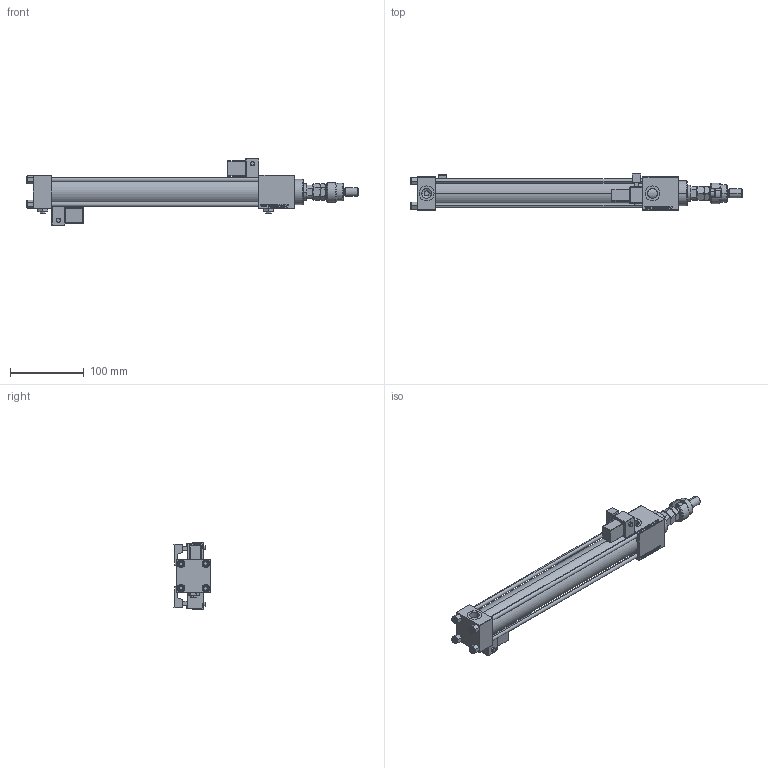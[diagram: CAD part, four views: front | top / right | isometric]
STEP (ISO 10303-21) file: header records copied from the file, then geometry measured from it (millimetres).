
FILE_DESCRIPTION (( 'STEP AP203' ), '1' );
FILE_NAME ('4d16.STEP', '2022-04-14T18:48:18', ( '' ), ( '' ), 'SwSTEP 2.0', 'SolidWorks 2019', '' );
FILE_SCHEMA (( 'CONFIG_CONTROL_DESIGN' ));
Length unit declared in the file: millimetre
Products named in the file (11): V215CR_C_TYCINKA f586033727683ca493359f870b72f97d; FEMALE_PART_FOR_DFA f586033727683ca493359f870b72f97d; V215CR_VCP_C f586033727683ca493359f870b72f97d; NUT_M5_C f586033727683ca493359f870b72f97d; 4d16; V215_VC_A f586033727683ca493359f870b72f97d; V215CR_MSU f586033727683ca493359f870b72f97d; MFA f586033727683ca493359f870b72f97d; DFA f586033727683ca493359f870b72f97d; V215CR_C_Body f586033727683ca493359f870b72f97d; Zatka_pro_OIL_PORT f586033727683ca493359f870b72f97d
Assembly tree (18 placements, depth 3):
  4d16
    V215CR_C_Body f586033727683ca493359f870b72f97d
    V215CR_VCP_C f586033727683ca493359f870b72f97d
    NUT_M5_C f586033727683ca493359f870b72f97d  x4
    V215CR_C_TYCINKA f586033727683ca493359f870b72f97d  x4
    V215_VC_A f586033727683ca493359f870b72f97d
    DFA f586033727683ca493359f870b72f97d
      FEMALE_PART_FOR_DFA f586033727683ca493359f870b72f97d
      MFA f586033727683ca493359f870b72f97d
    V215CR_MSU f586033727683ca493359f870b72f97d  x2
    Zatka_pro_OIL_PORT f586033727683ca493359f870b72f97d  x2
Bounding box: 449 x 48.72 x 90.31 mm (x, y, z)
Volume: 455989.1 mm3; surface area: 176349.5 mm2
Topology: 17 solids, 17 shells, 1497 faces, 3670 edges, 2315 vertices
Faces by surface type: plane 664, bspline 392, cone 218, cylinder 175, torus 24, sphere 24
Entity records: 57431 total; most frequent: CARTESIAN_POINT 28812, ORIENTED_EDGE 6246, DIRECTION 4353, EDGE_CURVE 3123, VERTEX_POINT 2013, LINE 1807, VECTOR 1807, EDGE_LOOP 1398
